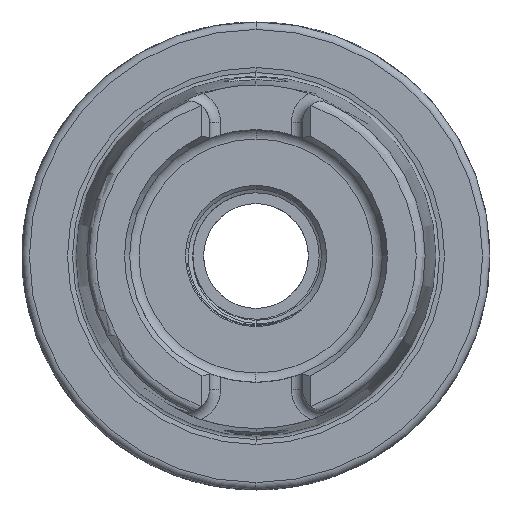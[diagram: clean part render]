
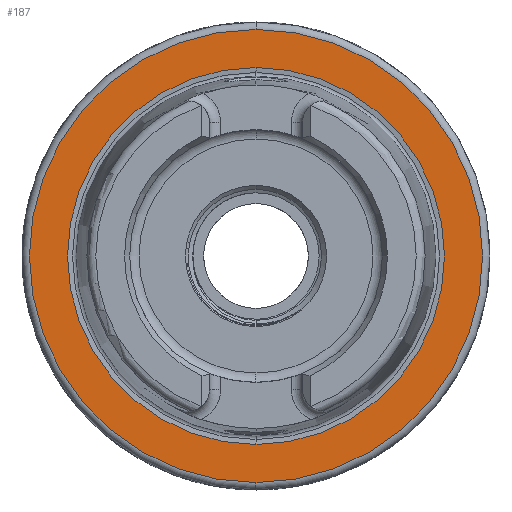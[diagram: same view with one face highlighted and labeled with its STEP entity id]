
A CAD part, left-side view. The second image highlights one B-rep face of the part: STEP entity #187.
In plain terms, the highlighted planar face has unit normal (-1, 0, 0).
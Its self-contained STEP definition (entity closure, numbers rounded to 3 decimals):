
#187 = ADVANCED_FACE ( 'NONE', ( #11393, #11399 ), #994, .T. ) ;
#994 = PLANE ( 'NONE',  #11400 ) ;
#995 = CARTESIAN_POINT ( 'NONE',  ( 0., 25.369, 0. ) ) ;
#996 = DIRECTION ( 'NONE',  ( -1., 0., 0. ) ) ;
#997 = DIRECTION ( 'NONE',  ( 0., 0., 1. ) ) ;
#1353 = CARTESIAN_POINT ( 'NONE',  ( 0., 0., 0. ) ) ;
#1354 = DIRECTION ( 'NONE',  ( -1., 0., 0. ) ) ;
#1355 = DIRECTION ( 'NONE',  ( 0., 0., 1. ) ) ;
#1356 = CARTESIAN_POINT ( 'NONE',  ( 0., 0., 0. ) ) ;
#1357 = DIRECTION ( 'NONE',  ( 1., 0., 0. ) ) ;
#1358 = DIRECTION ( 'NONE',  ( 0., 0., -1. ) ) ;
#2401 = EDGE_CURVE ( 'NONE', #12490, #12491, #16148, .T. ) ;
#2402 = EDGE_CURVE ( 'NONE', #12494, #12495, #16149, .T. ) ;
#3804 = AXIS2_PLACEMENT_3D ( 'NONE', #4815, #4816, #4817 ) ;
#3807 = AXIS2_PLACEMENT_3D ( 'NONE', #4836, #4837, #4838 ) ;
#4815 = CARTESIAN_POINT ( 'NONE',  ( 0., 0., 0. ) ) ;
#4816 = DIRECTION ( 'NONE',  ( -1., 0., 0. ) ) ;
#4817 = DIRECTION ( 'NONE',  ( 0., 0., 1. ) ) ;
#4836 = CARTESIAN_POINT ( 'NONE',  ( 0., 0., 0. ) ) ;
#4837 = DIRECTION ( 'NONE',  ( 1., 0., 0. ) ) ;
#4838 = DIRECTION ( 'NONE',  ( 0., 0., -1. ) ) ;
#7446 = EDGE_LOOP ( 'NONE', ( #9716, #9717 ) ) ;
#7447 = EDGE_LOOP ( 'NONE', ( #9719, #9718 ) ) ;
#9716 = ORIENTED_EDGE ( 'NONE', *, *, #15552, .T. ) ;
#9717 = ORIENTED_EDGE ( 'NONE', *, *, #2401, .T. ) ;
#9718 = ORIENTED_EDGE ( 'NONE', *, *, #2402, .T. ) ;
#9719 = ORIENTED_EDGE ( 'NONE', *, *, #15559, .T. ) ;
#9730 = AXIS2_PLACEMENT_3D ( 'NONE', #1353, #1354, #1355 ) ;
#9731 = AXIS2_PLACEMENT_3D ( 'NONE', #1356, #1357, #1358 ) ;
#9881 = CARTESIAN_POINT ( 'NONE',  ( 0., 0., -30.5 ) ) ;
#9882 = CARTESIAN_POINT ( 'NONE',  ( 0., 0., 30.5 ) ) ;
#9885 = CARTESIAN_POINT ( 'NONE',  ( 0., 0., -25.369 ) ) ;
#9886 = CARTESIAN_POINT ( 'NONE',  ( 0., 0., 25.369 ) ) ;
#11393 = FACE_OUTER_BOUND ( 'NONE', #7446, .T. ) ;
#11399 = FACE_BOUND ( 'NONE', #7447, .T. ) ;
#11400 = AXIS2_PLACEMENT_3D ( 'NONE', #995, #996, #997 ) ;
#12490 = VERTEX_POINT ( 'NONE', #9881 ) ;
#12491 = VERTEX_POINT ( 'NONE', #9882 ) ;
#12494 = VERTEX_POINT ( 'NONE', #9885 ) ;
#12495 = VERTEX_POINT ( 'NONE', #9886 ) ;
#15552 = EDGE_CURVE ( 'NONE', #12491, #12490, #16248, .T. ) ;
#15559 = EDGE_CURVE ( 'NONE', #12495, #12494, #16252, .T. ) ;
#16148 = CIRCLE ( 'NONE', #9730, 30.5 ) ;
#16149 = CIRCLE ( 'NONE', #9731, 25.369 ) ;
#16248 = CIRCLE ( 'NONE', #3804, 30.5 ) ;
#16252 = CIRCLE ( 'NONE', #3807, 25.369 ) ;
